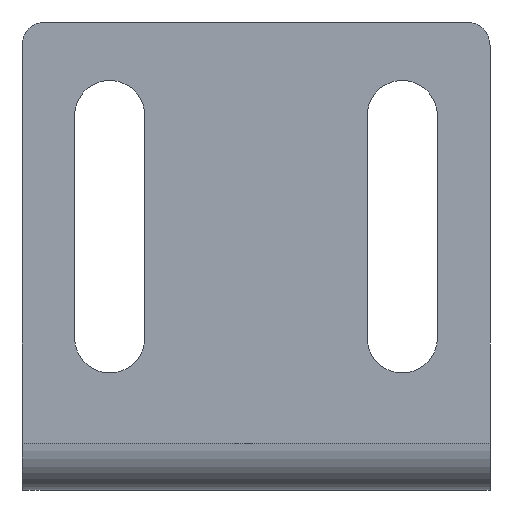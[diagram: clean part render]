
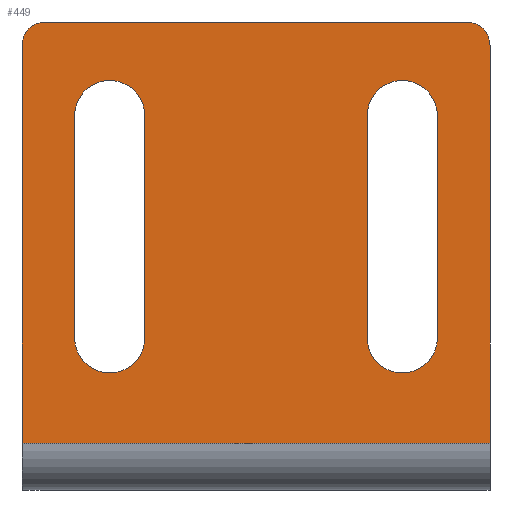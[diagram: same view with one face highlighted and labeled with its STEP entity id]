
A CAD part, left-side view. The second image highlights one B-rep face of the part: STEP entity #449.
In plain terms, the highlighted planar face has unit normal (-1, 0, 0).
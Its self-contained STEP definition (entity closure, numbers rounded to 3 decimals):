
#15=LINE('',#673,#55);
#16=LINE('',#675,#56);
#17=LINE('',#677,#57);
#18=LINE('',#681,#58);
#19=LINE('',#687,#59);
#20=LINE('',#690,#60);
#21=LINE('',#693,#61);
#22=LINE('',#697,#62);
#55=VECTOR('',#537,34.);
#56=VECTOR('',#538,40.);
#57=VECTOR('',#539,34.);
#58=VECTOR('',#542,36.);
#59=VECTOR('',#547,19.);
#60=VECTOR('',#550,19.);
#61=VECTOR('',#551,19.);
#62=VECTOR('',#554,19.);
#95=PLANE('',#479);
#109=FACE_BOUND('',#146,.T.);
#110=FACE_BOUND('',#147,.T.);
#119=FACE_OUTER_BOUND('',#145,.T.);
#145=EDGE_LOOP('',(#311,#312,#313,#314,#315,#316));
#146=EDGE_LOOP('',(#317,#318,#319,#320));
#147=EDGE_LOOP('',(#321,#322,#323,#324));
#179=CIRCLE('',#480,2.);
#180=CIRCLE('',#481,2.);
#181=CIRCLE('',#482,3.);
#182=CIRCLE('',#483,3.);
#183=CIRCLE('',#484,3.);
#184=CIRCLE('',#485,3.);
#203=VERTEX_POINT('',#671);
#204=VERTEX_POINT('',#672);
#205=VERTEX_POINT('',#674);
#206=VERTEX_POINT('',#676);
#207=VERTEX_POINT('',#678);
#208=VERTEX_POINT('',#680);
#209=VERTEX_POINT('',#683);
#210=VERTEX_POINT('',#684);
#211=VERTEX_POINT('',#686);
#212=VERTEX_POINT('',#688);
#213=VERTEX_POINT('',#691);
#214=VERTEX_POINT('',#692);
#215=VERTEX_POINT('',#694);
#216=VERTEX_POINT('',#696);
#247=EDGE_CURVE('',#203,#204,#15,.T.);
#248=EDGE_CURVE('',#204,#205,#16,.T.);
#249=EDGE_CURVE('',#206,#205,#17,.T.);
#250=EDGE_CURVE('',#206,#207,#179,.T.);
#251=EDGE_CURVE('',#208,#207,#18,.T.);
#252=EDGE_CURVE('',#208,#203,#180,.T.);
#253=EDGE_CURVE('',#209,#210,#181,.T.);
#254=EDGE_CURVE('',#211,#209,#19,.T.);
#255=EDGE_CURVE('',#212,#211,#182,.T.);
#256=EDGE_CURVE('',#210,#212,#20,.T.);
#257=EDGE_CURVE('',#213,#214,#21,.T.);
#258=EDGE_CURVE('',#214,#215,#183,.T.);
#259=EDGE_CURVE('',#215,#216,#22,.T.);
#260=EDGE_CURVE('',#216,#213,#184,.T.);
#311=ORIENTED_EDGE('',*,*,#247,.T.);
#312=ORIENTED_EDGE('',*,*,#248,.T.);
#313=ORIENTED_EDGE('',*,*,#249,.F.);
#314=ORIENTED_EDGE('',*,*,#250,.T.);
#315=ORIENTED_EDGE('',*,*,#251,.F.);
#316=ORIENTED_EDGE('',*,*,#252,.T.);
#317=ORIENTED_EDGE('',*,*,#253,.F.);
#318=ORIENTED_EDGE('',*,*,#254,.F.);
#319=ORIENTED_EDGE('',*,*,#255,.F.);
#320=ORIENTED_EDGE('',*,*,#256,.F.);
#321=ORIENTED_EDGE('',*,*,#257,.T.);
#322=ORIENTED_EDGE('',*,*,#258,.T.);
#323=ORIENTED_EDGE('',*,*,#259,.T.);
#324=ORIENTED_EDGE('',*,*,#260,.T.);
#449=ADVANCED_FACE('',(#119,#109,#110),#95,.T.);
#479=AXIS2_PLACEMENT_3D('',#670,#535,#536);
#480=AXIS2_PLACEMENT_3D('',#679,#540,#541);
#481=AXIS2_PLACEMENT_3D('',#682,#543,#544);
#482=AXIS2_PLACEMENT_3D('',#685,#545,#546);
#483=AXIS2_PLACEMENT_3D('',#689,#548,#549);
#484=AXIS2_PLACEMENT_3D('',#695,#552,#553);
#485=AXIS2_PLACEMENT_3D('',#698,#555,#556);
#535=DIRECTION('center_axis',(-1.,0.,0.));
#536=DIRECTION('ref_axis',(0.,0.,1.));
#537=DIRECTION('',(0.,0.,-1.));
#538=DIRECTION('',(0.,-1.,0.));
#539=DIRECTION('',(0.,0.,-1.));
#540=DIRECTION('center_axis',(-1.,0.,0.));
#541=DIRECTION('ref_axis',(0.,1.,0.));
#542=DIRECTION('',(0.,-1.,0.));
#543=DIRECTION('center_axis',(-1.,0.,0.));
#544=DIRECTION('ref_axis',(0.,1.,0.));
#545=DIRECTION('center_axis',(-1.,0.,0.));
#546=DIRECTION('ref_axis',(0.,1.,0.));
#547=DIRECTION('',(0.,0.,-1.));
#548=DIRECTION('center_axis',(-1.,0.,0.));
#549=DIRECTION('ref_axis',(0.,1.,0.));
#550=DIRECTION('',(0.,0.,1.));
#551=DIRECTION('',(0.,0.,-1.));
#552=DIRECTION('center_axis',(1.,0.,0.));
#553=DIRECTION('ref_axis',(0.,1.,0.));
#554=DIRECTION('',(0.,0.,1.));
#555=DIRECTION('center_axis',(1.,0.,0.));
#556=DIRECTION('ref_axis',(0.,1.,0.));
#670=CARTESIAN_POINT('Origin',(-20.,-22.,41.8));
#671=CARTESIAN_POINT('',(-20.,20.,38.));
#672=CARTESIAN_POINT('',(-20.,20.,4.));
#673=CARTESIAN_POINT('',(-20.,20.,38.));
#674=CARTESIAN_POINT('',(-20.,-20.,4.));
#675=CARTESIAN_POINT('',(-20.,20.,4.));
#676=CARTESIAN_POINT('',(-20.,-20.,38.));
#677=CARTESIAN_POINT('',(-20.,-20.,38.));
#678=CARTESIAN_POINT('',(-20.,-18.,40.));
#679=CARTESIAN_POINT('Origin',(-20.,-18.,38.));
#680=CARTESIAN_POINT('',(-20.,18.,40.));
#681=CARTESIAN_POINT('',(-20.,18.,40.));
#682=CARTESIAN_POINT('Origin',(-20.,18.,38.));
#683=CARTESIAN_POINT('',(-20.,-9.502,13.002));
#684=CARTESIAN_POINT('',(-20.,-15.502,13.002));
#685=CARTESIAN_POINT('Origin',(-20.,-12.502,13.002));
#686=CARTESIAN_POINT('',(-20.,-9.502,32.002));
#687=CARTESIAN_POINT('',(-20.,-9.502,32.002));
#688=CARTESIAN_POINT('',(-20.,-15.502,32.002));
#689=CARTESIAN_POINT('Origin',(-20.,-12.502,32.002));
#690=CARTESIAN_POINT('',(-20.,-15.502,13.002));
#691=CARTESIAN_POINT('',(-20.,9.502,32.002));
#692=CARTESIAN_POINT('',(-20.,9.502,13.002));
#693=CARTESIAN_POINT('',(-20.,9.502,32.002));
#694=CARTESIAN_POINT('',(-20.,15.502,13.002));
#695=CARTESIAN_POINT('Origin',(-20.,12.502,13.002));
#696=CARTESIAN_POINT('',(-20.,15.502,32.002));
#697=CARTESIAN_POINT('',(-20.,15.502,13.002));
#698=CARTESIAN_POINT('Origin',(-20.,12.502,32.002));
